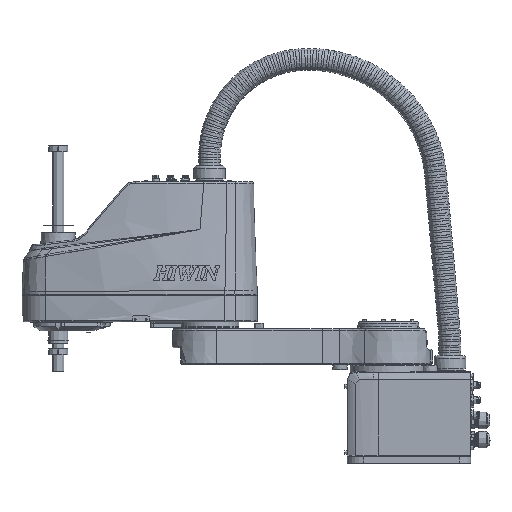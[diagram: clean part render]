
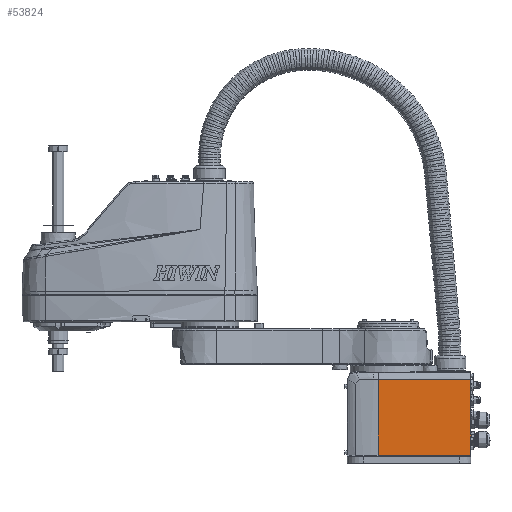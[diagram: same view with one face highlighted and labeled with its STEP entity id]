
A CAD part, left-side view. The second image highlights one B-rep face of the part: STEP entity #53824.
In plain terms, the highlighted planar face has unit normal (-1, 0, 0).
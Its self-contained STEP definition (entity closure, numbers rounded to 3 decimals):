
#2821=FACE_OUTER_BOUND('',#6125,.T.);
#6125=EDGE_LOOP('',(#33985,#33986,#33987,#33988));
#14089=LINE('',#79637,#17360);
#14152=LINE('',#81109,#17423);
#14153=LINE('',#81274,#17424);
#14154=LINE('',#81276,#17425);
#17360=VECTOR('',#63831,10.);
#17423=VECTOR('',#64074,136.803);
#17424=VECTOR('',#64083,168.812);
#17425=VECTOR('',#64086,168.812);
#20638=VERTEX_POINT('',#79634);
#20639=VERTEX_POINT('',#79636);
#20741=VERTEX_POINT('',#81105);
#20743=VERTEX_POINT('',#81108);
#25836=EDGE_CURVE('',#20639,#20638,#14089,.T.);
#25986=EDGE_CURVE('',#20741,#20743,#14152,.T.);
#25992=EDGE_CURVE('',#20639,#20741,#14153,.T.);
#25993=EDGE_CURVE('',#20743,#20638,#14154,.T.);
#33985=ORIENTED_EDGE('',*,*,#25992,.F.);
#33986=ORIENTED_EDGE('',*,*,#25836,.T.);
#33987=ORIENTED_EDGE('',*,*,#25993,.F.);
#33988=ORIENTED_EDGE('',*,*,#25986,.F.);
#49519=PLANE('',#57667);
#53824=ADVANCED_FACE('',(#2821),#49519,.T.);
#57667=AXIS2_PLACEMENT_3D('',#81275,#64084,#64085);
#63831=DIRECTION('',(0.,1.,0.));
#64074=DIRECTION('',(0.,1.,0.));
#64083=DIRECTION('',(0.,0.,-1.));
#64084=DIRECTION('center_axis',(-1.,0.,0.));
#64085=DIRECTION('ref_axis',(0.,0.,1.));
#64086=DIRECTION('',(0.,0.,1.));
#79634=CARTESIAN_POINT('',(-65.001,139.807,220.));
#79636=CARTESIAN_POINT('',(-65.001,3.,220.));
#79637=CARTESIAN_POINT('',(-65.001,116.846,220.));
#81105=CARTESIAN_POINT('',(-65.001,3.,51.188));
#81108=CARTESIAN_POINT('',(-65.001,139.803,51.188));
#81109=CARTESIAN_POINT('',(-65.001,3.,51.188));
#81274=CARTESIAN_POINT('',(-65.001,3.,220.));
#81275=CARTESIAN_POINT('Origin',(-65.001,155.,-5.));
#81276=CARTESIAN_POINT('',(-65.001,139.803,51.188));
